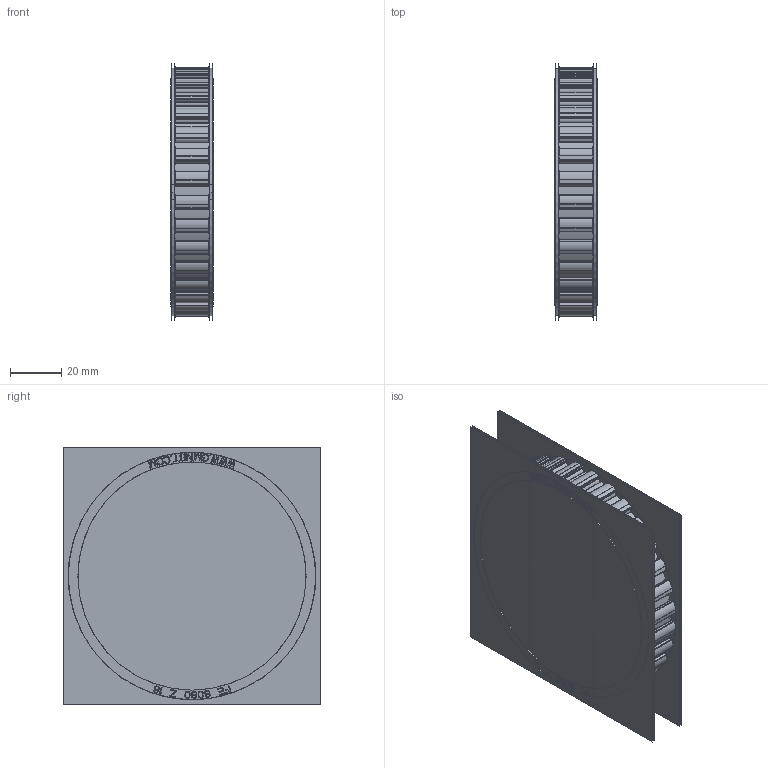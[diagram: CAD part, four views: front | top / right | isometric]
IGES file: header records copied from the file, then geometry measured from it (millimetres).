
Start section:  PTC IGES file: fe8080z16.igs
Global section: file name: fe8080z16.igs; native system: Creo Parametric by Parametric Technology Corporation; preprocessor: 2013150; author: sales 4; organization: Unknown; date: 20140324.142720; units: millimetre
Bounding box: 16.64 x 100.32 x 100.32 mm (x, y, z)
Volume: 18093.1 mm3; surface area: 311464 mm2
Topology: 33 solids, 33 shells, 3030 faces, 15790 edges, 19724 vertices
Faces by surface type: bspline 1994, revolution 1036
